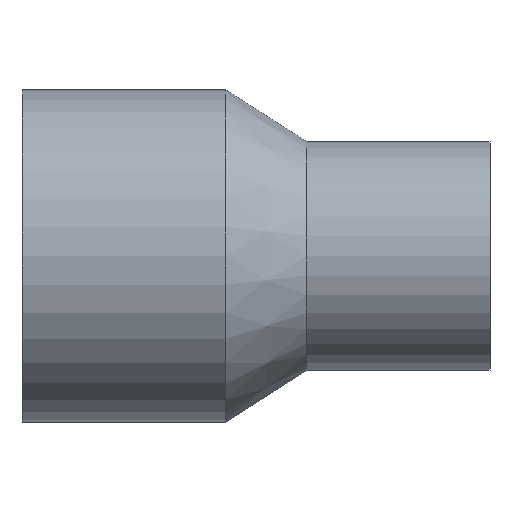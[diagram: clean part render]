
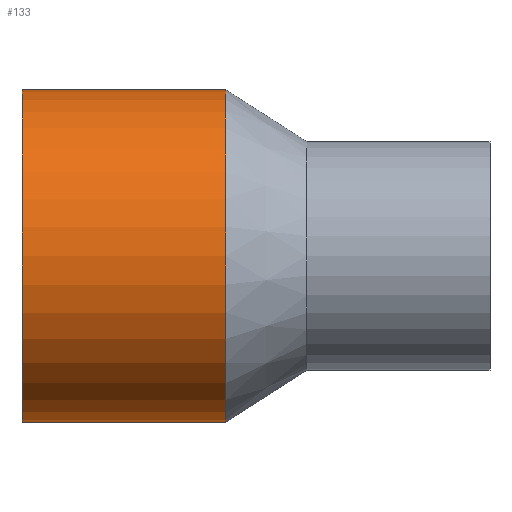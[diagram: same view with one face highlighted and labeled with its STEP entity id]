
A CAD part, top view. The second image highlights one B-rep face of the part: STEP entity #133.
In plain terms, the highlighted cylindrical face has radius 80 mm (diameter 160 mm), a partial arc.
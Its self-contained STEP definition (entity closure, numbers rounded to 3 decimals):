
#87 = VERTEX_POINT( '', #221 );
#97 = EDGE_CURVE( '', #143, #87, #231, .T. );
#125 = VERTEX_POINT( '', #265 );
#133 = ADVANCED_FACE( '', ( #274 ), #275, .T. );
#137 = EDGE_CURVE( '', #87, #139, #279, .T. );
#139 = VERTEX_POINT( '', #281 );
#143 = VERTEX_POINT( '', #285 );
#177 = EDGE_CURVE( '', #125, #139, #324, .T. );
#193 = EDGE_CURVE( '', #125, #143, #342, .T. );
#221 = CARTESIAN_POINT( '', ( 98., 80., 0. ) );
#231 = CIRCLE( '', #377, 80. );
#265 = CARTESIAN_POINT( '', ( 0., -80., 0. ) );
#274 = FACE_OUTER_BOUND( '', #430, .T. );
#275 = CYLINDRICAL_SURFACE( '', #431, 80. );
#279 = LINE( '', #438, #439 );
#281 = CARTESIAN_POINT( '', ( 0., 80., 0. ) );
#285 = CARTESIAN_POINT( '', ( 98., -80., 0. ) );
#324 = CIRCLE( '', #491, 80. );
#342 = LINE( '', #518, #519 );
#377 = AXIS2_PLACEMENT_3D( '', #535, #536, #537 );
#430 = EDGE_LOOP( '', ( #610, #611, #612, #613 ) );
#431 = AXIS2_PLACEMENT_3D( '', #614, #615, #616 );
#438 = CARTESIAN_POINT( '', ( 49., 80., 0. ) );
#439 = VECTOR( '', #618, 1. );
#491 = AXIS2_PLACEMENT_3D( '', #668, #669, #670 );
#518 = CARTESIAN_POINT( '', ( 49., -80., 0. ) );
#519 = VECTOR( '', #693, 1. );
#535 = CARTESIAN_POINT( '', ( 98., 0., 0. ) );
#536 = DIRECTION( '', ( -1., 0., 0. ) );
#537 = DIRECTION( '', ( 0., 1., 0. ) );
#610 = ORIENTED_EDGE( '', *, *, #137, .T. );
#611 = ORIENTED_EDGE( '', *, *, #177, .F. );
#612 = ORIENTED_EDGE( '', *, *, #193, .T. );
#613 = ORIENTED_EDGE( '', *, *, #97, .T. );
#614 = CARTESIAN_POINT( '', ( 49., 0., 0. ) );
#615 = DIRECTION( '', ( 1., 0., 0. ) );
#616 = DIRECTION( '', ( 0., 1., 0. ) );
#618 = DIRECTION( '', ( -1., 0., 0. ) );
#668 = CARTESIAN_POINT( '', ( 0., 0., 0. ) );
#669 = DIRECTION( '', ( -1., 0., 0. ) );
#670 = DIRECTION( '', ( 0., 1., 0. ) );
#693 = DIRECTION( '', ( 1., 0., 0. ) );
